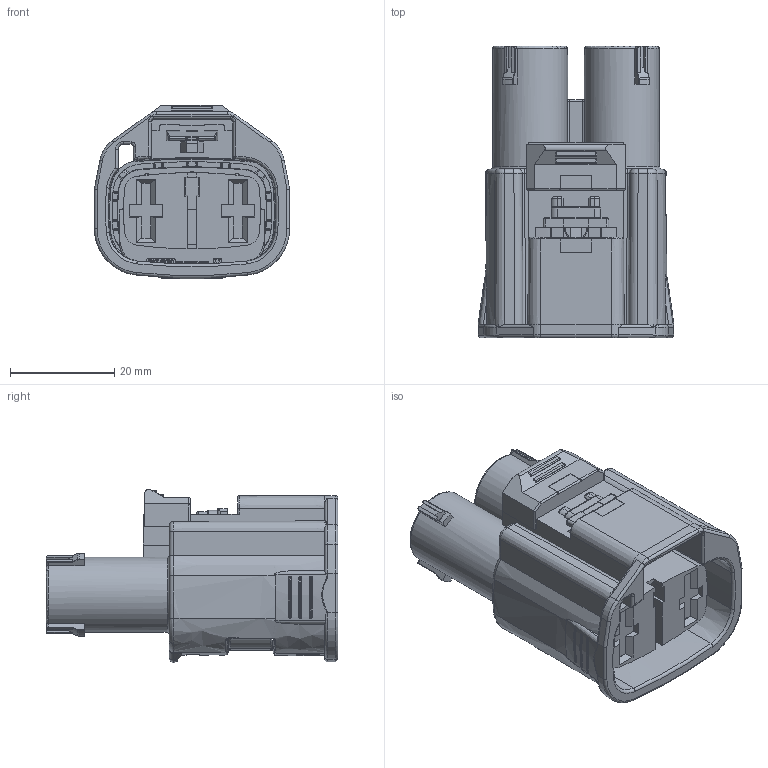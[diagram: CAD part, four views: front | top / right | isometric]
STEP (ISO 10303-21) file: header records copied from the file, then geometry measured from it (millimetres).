
FILE_DESCRIPTION(/* description */ (''),/* implementation_level */ '2;1');
FILE_NAME(/* name */ '35592563-ENV01_01-CONN.stp',/* time_stamp */ '2023-12-01T14:27:32+08:00',/* author */ (''),/* organization */ (''),/* preprocessor_version */ 'ST-DEVELOPER v16',/* originating_system */ 'SIEMENS PLM Software NX 11.0',/* authorisation */ '');
FILE_SCHEMA (('AP203_CONFIGURATION_CONTROLLED_3D_DESIGN_OF_MECHANICAL_PARTS_AND_ASSEMBLIES_MIM_LF { 1 0 10303 403 2 1 2}'));
Length unit declared in the file: millimetre
Products named in the file (1): 35592563-ENV01_01-CONN
Bounding box: 37.5 x 56 x 33.33 mm (x, y, z)
Volume: 26881.5 mm3; surface area: 14944.5 mm2
Topology: 1 solids, 2 shells, 2055 faces, 5424 edges, 3466 vertices
Faces by surface type: plane 1228, cylinder 320, bspline 208, torus 113, extrusion 76, sphere 54, cone 40, revolution 16
Full cylindrical faces by diameter (mm): 0.485 x2, 4.975 x2, 12 x2, 14.4 x2
Entity records: 72530 total; most frequent: CARTESIAN_POINT 24072, ORIENTED_EDGE 10760, DIRECTION 8849, EDGE_CURVE 5380, VERTEX_POINT 3460, VECTOR 3369, LINE 3293, AXIS2_PLACEMENT_3D 2732
